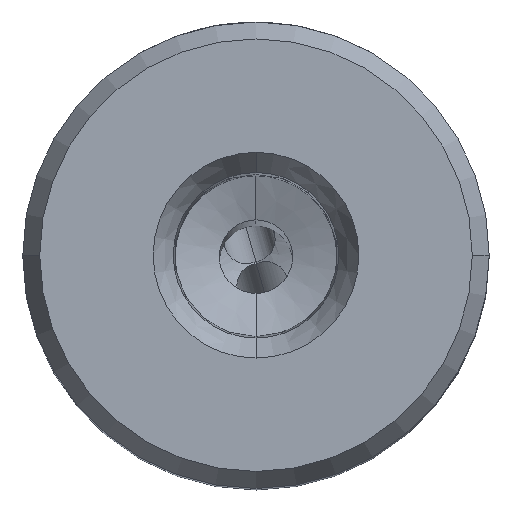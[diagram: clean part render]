
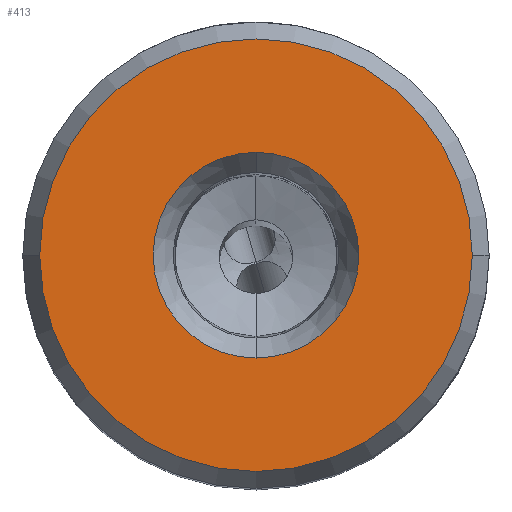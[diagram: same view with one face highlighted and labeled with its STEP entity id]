
A CAD part, top view. The second image highlights one B-rep face of the part: STEP entity #413.
In plain terms, the highlighted planar face has unit normal (0, 0, 1).
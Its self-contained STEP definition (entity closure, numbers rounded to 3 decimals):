
#50=FACE_BOUND('',#808,.T.);
#51=FACE_BOUND('',#809,.T.);
#117=PLANE('',#3567);
#413=ADVANCED_FACE('',(#50,#51),#117,.T.);
#808=EDGE_LOOP('',(#1647,#1648));
#809=EDGE_LOOP('',(#1649,#1650));
#1647=ORIENTED_EDGE('',*,*,#2998,.T.);
#1648=ORIENTED_EDGE('',*,*,#2999,.T.);
#1649=ORIENTED_EDGE('',*,*,#3000,.T.);
#1650=ORIENTED_EDGE('',*,*,#3001,.T.);
#2579=VERTEX_POINT('',#8046);
#2580=VERTEX_POINT('',#8048);
#2581=VERTEX_POINT('',#8054);
#2582=VERTEX_POINT('',#8055);
#2998=EDGE_CURVE('',#2579,#2580,#3333,.T.);
#2999=EDGE_CURVE('',#2580,#2579,#3334,.T.);
#3000=EDGE_CURVE('',#2581,#2582,#3335,.T.);
#3001=EDGE_CURVE('',#2582,#2581,#3336,.T.);
#3333=CIRCLE('',#3561,7.);
#3334=CIRCLE('',#3563,7.);
#3335=CIRCLE('',#3565,14.72);
#3336=CIRCLE('',#3566,14.72);
#3561=AXIS2_PLACEMENT_3D('',#8049,#3920,#3921);
#3563=AXIS2_PLACEMENT_3D('',#8051,#3924,#3925);
#3565=AXIS2_PLACEMENT_3D('',#8053,#3928,#3929);
#3566=AXIS2_PLACEMENT_3D('',#8056,#3930,#3931);
#3567=AXIS2_PLACEMENT_3D('',#8057,#3932,#3933);
#3920=DIRECTION('',(0.,0.,-1.));
#3921=DIRECTION('',(0.,-1.,0.));
#3924=DIRECTION('',(0.,0.,-1.));
#3925=DIRECTION('',(0.,1.,0.));
#3928=DIRECTION('',(0.,0.,1.));
#3929=DIRECTION('',(-1.,0.,0.));
#3930=DIRECTION('',(0.,0.,1.));
#3931=DIRECTION('',(1.,0.,0.));
#3932=DIRECTION('',(0.,0.,1.));
#3933=DIRECTION('',(-1.,0.,0.));
#8046=CARTESIAN_POINT('',(0.,-7.,30.2));
#8048=CARTESIAN_POINT('',(0.,7.,30.2));
#8049=CARTESIAN_POINT('',(0.,0.,30.2));
#8051=CARTESIAN_POINT('',(0.,0.,30.2));
#8053=CARTESIAN_POINT('',(0.,0.,30.2));
#8054=CARTESIAN_POINT('',(-14.72,0.,30.2));
#8055=CARTESIAN_POINT('',(14.72,0.,30.2));
#8056=CARTESIAN_POINT('',(0.,0.,30.2));
#8057=CARTESIAN_POINT('',(0.,0.,30.2));
